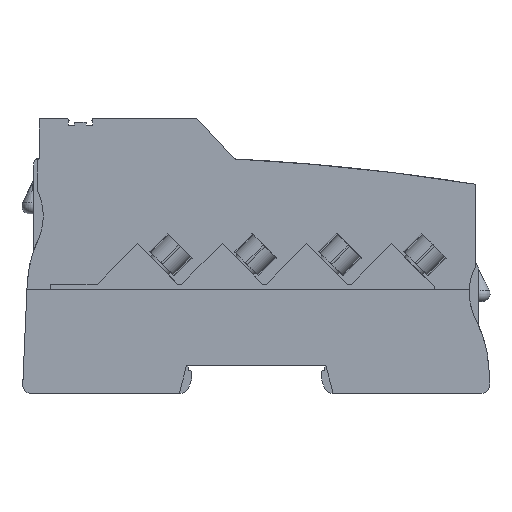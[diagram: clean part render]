
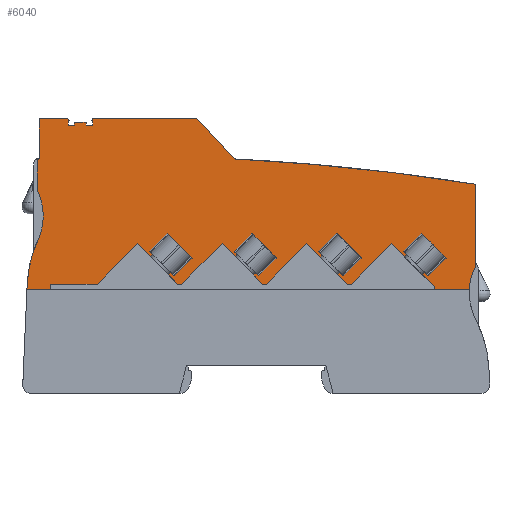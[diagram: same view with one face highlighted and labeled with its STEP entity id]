
A CAD part, left-side view. The second image highlights one B-rep face of the part: STEP entity #6040.
In plain terms, the highlighted face is planar.
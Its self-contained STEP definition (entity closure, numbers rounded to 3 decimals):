
#4000=CARTESIAN_POINT('',(108.2,57.02,-46.8));
#4010=DIRECTION('',(0.,0.,-1.));
#4020=DIRECTION('',(-1.,0.,0.));
#4030=AXIS2_PLACEMENT_3D('',#4000,#4010,#4020);
#4040=PLANE('',#4030);
#4050=CARTESIAN_POINT('',(129.953,0.037,
-46.8));
#4060=DIRECTION('',(-0.044,0.999,0.));
#4070=VECTOR('',#4060,1.);
#4080=LINE('',#4050,#4070);
#4090=CARTESIAN_POINT('',(128.184,40.556,
-46.8));
#4100=VERTEX_POINT('',#4090);
#4110=CARTESIAN_POINT('',(128.123,41.959,
-46.8));
#4120=VERTEX_POINT('',#4110);
#4130=EDGE_CURVE('',#4100,#4120,#4080,.T.);
#4140=ORIENTED_EDGE('',*,*,#4130,.F.);
#4150=CARTESIAN_POINT('',(98.152,40.651,
-46.8));
#4160=DIRECTION('',(0.,0.,1.));
#4170=DIRECTION('',(1.,0.,0.));
#4180=AXIS2_PLACEMENT_3D('',#4150,#4160,#4170);
#4190=CIRCLE('',#4180,30.);
#4200=CARTESIAN_POINT('',(125.376,53.254,
-46.8));
#4210=VERTEX_POINT('',#4200);
#4220=EDGE_CURVE('',#4120,#4210,#4190,.T.);
#4230=ORIENTED_EDGE('',*,*,#4220,.F.);
#4240=CARTESIAN_POINT('',(138.988,59.556,
-46.8));
#4250=DIRECTION('',(0.,0.,1.));
#4260=DIRECTION('',(1.,0.,0.));
#4270=AXIS2_PLACEMENT_3D('',#4240,#4250,#4260);
#4280=CIRCLE('',#4270,15.);
#4290=CARTESIAN_POINT('',(125.591,66.305,
-46.8));
#4300=VERTEX_POINT('',#4290);
#4310=EDGE_CURVE('',#4300,#4210,#4280,.T.);
#4320=ORIENTED_EDGE('',*,*,#4310,.T.);
#4330=CARTESIAN_POINT('',(125.591,0.037,
-46.8));
#4340=DIRECTION('',(0.,1.,0.));
#4350=VECTOR('',#4340,1.);
#4360=LINE('',#4330,#4350);
#4370=CARTESIAN_POINT('',(125.591,73.469,
-46.8));
#4380=VERTEX_POINT('',#4370);
#4390=EDGE_CURVE('',#4300,#4380,#4360,.T.);
#4400=ORIENTED_EDGE('',*,*,#4390,.F.);
#4410=CARTESIAN_POINT('',(124.704,73.469,
-46.8));
#4420=DIRECTION('',(0.,0.,1.));
#4430=DIRECTION('',(1.,0.,0.));
#4440=AXIS2_PLACEMENT_3D('',#4410,#4420,#4430);
#4450=CIRCLE('',#4440,0.888);
#4460=CARTESIAN_POINT('',(125.076,74.274,
-46.8));
#4470=VERTEX_POINT('',#4460);
#4480=EDGE_CURVE('',#4380,#4470,#4450,.T.);
#4490=ORIENTED_EDGE('',*,*,#4480,.F.);
#4500=CARTESIAN_POINT('',(125.076,0.037,
-46.8));
#4510=DIRECTION('',(0.,1.,0.));
#4520=VECTOR('',#4510,1.);
#4530=LINE('',#4500,#4520);
#4540=CARTESIAN_POINT('',(125.076,84.456,
-46.8));
#4550=VERTEX_POINT('',#4540);
#4560=EDGE_CURVE('',#4470,#4550,#4530,.T.);
#4570=ORIENTED_EDGE('',*,*,#4560,.F.);
#4580=CARTESIAN_POINT('',(-0.006,84.456,
-46.8));
#4590=DIRECTION('',(-1.,0.,0.));
#4600=VECTOR('',#4590,1.);
#4610=LINE('',#4580,#4600);
#4620=CARTESIAN_POINT('',(117.672,84.456,
-46.8));
#4630=VERTEX_POINT('',#4620);
#4640=EDGE_CURVE('',#4550,#4630,#4610,.T.);
#4650=ORIENTED_EDGE('',*,*,#4640,.F.);
#4660=CARTESIAN_POINT('',(92.153,40.255,-46.8));
#4670=DIRECTION('',(-0.5,-0.866,0.));
#4680=VECTOR('',#4670,1.);
#4690=LINE('',#4660,#4680);
#4700=CARTESIAN_POINT('',(117.366,83.926,
-46.8));
#4710=VERTEX_POINT('',#4700);
#4720=EDGE_CURVE('',#4630,#4710,#4690,.T.);
#4730=ORIENTED_EDGE('',*,*,#4720,.F.);
#4740=CARTESIAN_POINT('',(123.919,83.926,-46.8));
#4750=DIRECTION('',(1.,0.,0.));
#4760=VECTOR('',#4750,1.);
#4770=LINE('',#4740,#4760);
#4780=CARTESIAN_POINT('',(117.639,83.926,
-46.8));
#4790=VERTEX_POINT('',#4780);
#4800=EDGE_CURVE('',#4710,#4790,#4770,.T.);
#4810=ORIENTED_EDGE('',*,*,#4800,.F.);
#4820=CARTESIAN_POINT('',(117.639,40.255,-46.8));
#4830=DIRECTION('',(0.,-1.,0.));
#4840=VECTOR('',#4830,1.);
#4850=LINE('',#4820,#4840);
#4860=CARTESIAN_POINT('',(117.639,82.856,
-46.8));
#4870=VERTEX_POINT('',#4860);
#4880=EDGE_CURVE('',#4790,#4870,#4850,.T.);
#4890=ORIENTED_EDGE('',*,*,#4880,.F.);
#4900=CARTESIAN_POINT('',(123.919,82.856,-46.8));
#4910=DIRECTION('',(1.,0.,0.));
#4920=VECTOR('',#4910,1.);
#4930=LINE('',#4900,#4920);
#4940=CARTESIAN_POINT('',(116.042,82.856,
-46.8));
#4950=VERTEX_POINT('',#4940);
#4960=EDGE_CURVE('',#4950,#4870,#4930,.T.);
#4970=ORIENTED_EDGE('',*,*,#4960,.T.);
#4980=CARTESIAN_POINT('',(119.769,40.255,-46.8));
#4990=DIRECTION('',(-0.087,0.996,0.));
#5000=VECTOR('',#4990,1.);
#5010=LINE('',#4980,#5000);
#5020=CARTESIAN_POINT('',(115.976,83.606,
-46.8));
#5030=VERTEX_POINT('',#5020);
#5040=EDGE_CURVE('',#4950,#5030,#5010,.T.);
#5050=ORIENTED_EDGE('',*,*,#5040,.F.);
#5060=CARTESIAN_POINT('',(123.919,83.606,-46.8));
#5070=DIRECTION('',(-1.,0.,0.));
#5080=VECTOR('',#5070,1.);
#5090=LINE('',#5060,#5080);
#5100=CARTESIAN_POINT('',(112.976,83.606,
-46.8));
#5110=VERTEX_POINT('',#5100);
#5120=EDGE_CURVE('',#5030,#5110,#5090,.T.);
#5130=ORIENTED_EDGE('',*,*,#5120,.F.);
#5140=CARTESIAN_POINT('',(109.184,40.255,-46.8));
#5150=DIRECTION('',(-0.087,-0.996,0.));
#5160=VECTOR('',#5150,1.);
#5170=LINE('',#5140,#5160);
#5180=CARTESIAN_POINT('',(112.911,82.856,
-46.8));
#5190=VERTEX_POINT('',#5180);
#5200=EDGE_CURVE('',#5110,#5190,#5170,.T.);
#5210=ORIENTED_EDGE('',*,*,#5200,.F.);
#5220=CARTESIAN_POINT('',(123.919,82.856,-46.8));
#5230=DIRECTION('',(1.,0.,0.));
#5240=VECTOR('',#5230,1.);
#5250=LINE('',#5220,#5240);
#5260=CARTESIAN_POINT('',(111.314,82.856,
-46.8));
#5270=VERTEX_POINT('',#5260);
#5280=EDGE_CURVE('',#5270,#5190,#5250,.T.);
#5290=ORIENTED_EDGE('',*,*,#5280,.T.);
#5300=CARTESIAN_POINT('',(111.314,40.255,-46.8));
#5310=DIRECTION('',(0.,1.,0.));
#5320=VECTOR('',#5310,1.);
#5330=LINE('',#5300,#5320);
#5340=CARTESIAN_POINT('',(111.314,83.926,
-46.8));
#5350=VERTEX_POINT('',#5340);
#5360=EDGE_CURVE('',#5270,#5350,#5330,.T.);
#5370=ORIENTED_EDGE('',*,*,#5360,.F.);
#5380=CARTESIAN_POINT('',(123.919,83.926,-46.8));
#5390=DIRECTION('',(1.,0.,0.));
#5400=VECTOR('',#5390,1.);
#5410=LINE('',#5380,#5400);
#5420=CARTESIAN_POINT('',(111.586,83.926,
-46.8));
#5430=VERTEX_POINT('',#5420);
#5440=EDGE_CURVE('',#5350,#5430,#5410,.T.);
#5450=ORIENTED_EDGE('',*,*,#5440,.F.);
#5460=CARTESIAN_POINT('',(136.8,40.255,-46.8));
#5470=DIRECTION('',(-0.5,0.866,0.));
#5480=VECTOR('',#5470,1.);
#5490=LINE('',#5460,#5480);
#5500=CARTESIAN_POINT('',(111.28,84.456,
-46.8));
#5510=VERTEX_POINT('',#5500);
#5520=EDGE_CURVE('',#5430,#5510,#5490,.T.);
#5530=ORIENTED_EDGE('',*,*,#5520,.F.);
#5540=CARTESIAN_POINT('',(-0.006,84.456,
-46.8));
#5550=DIRECTION('',(-1.,0.,0.));
#5560=VECTOR('',#5550,1.);
#5570=LINE('',#5540,#5560);
#5580=CARTESIAN_POINT('',(84.576,84.456,
-46.8));
#5590=VERTEX_POINT('',#5580);
#5600=EDGE_CURVE('',#5510,#5590,#5570,.T.);
#5610=ORIENTED_EDGE('',*,*,#5600,.F.);
#5620=CARTESIAN_POINT('',(5.854,0.037,
-46.8));
#5630=DIRECTION('',(-0.682,-0.731,0.));
#5640=VECTOR('',#5630,1.);
#5650=LINE('',#5620,#5640);
#5660=CARTESIAN_POINT('',(74.979,74.165,
-46.8));
#5670=VERTEX_POINT('',#5660);
#5680=EDGE_CURVE('',#5590,#5670,#5650,.T.);
#5690=ORIENTED_EDGE('',*,*,#5680,.F.);
#5700=CARTESIAN_POINT('',(104.084,-500.098,
-46.8));
#5710=DIRECTION('',(0.,0.,1.));
#5720=DIRECTION('',(1.,0.,0.));
#5730=AXIS2_PLACEMENT_3D('',#5700,#5710,#5720);
#5740=CIRCLE('',#5730,575.);
#5750=CARTESIAN_POINT('',(13.183,67.671,
-46.8));
#5760=VERTEX_POINT('',#5750);
#5770=EDGE_CURVE('',#5670,#5760,#5740,.T.);
#5780=ORIENTED_EDGE('',*,*,#5770,.F.);
#5790=CARTESIAN_POINT('',(13.183,0.037,
-46.8));
#5800=DIRECTION('',(0.,-1.,0.));
#5810=VECTOR('',#5800,1.);
#5820=LINE('',#5790,#5810);
#5830=CARTESIAN_POINT('',(13.183,46.427,
-46.8));
#5840=VERTEX_POINT('',#5830);
#5850=EDGE_CURVE('',#5760,#5840,#5820,.T.);
#5860=ORIENTED_EDGE('',*,*,#5850,.F.);
#5870=CARTESIAN_POINT('',(-0.301,39.856,
-46.8));
#5880=DIRECTION('',(0.,0.,1.));
#5890=DIRECTION('',(1.,0.,0.));
#5900=AXIS2_PLACEMENT_3D('',#5870,#5880,#5890);
#5910=CIRCLE('',#5900,15.);
#5920=CARTESIAN_POINT('',(14.683,40.556,
-46.8));
#5930=VERTEX_POINT('',#5920);
#5940=EDGE_CURVE('',#5930,#5840,#5910,.T.);
#5950=ORIENTED_EDGE('',*,*,#5940,.T.);
#5960=CARTESIAN_POINT('',(-0.006,40.556,
-46.8));
#5970=DIRECTION('',(-1.,0.,0.));
#5980=VECTOR('',#5970,1.);
#5990=LINE('',#5960,#5980);
#6000=EDGE_CURVE('',#4100,#5930,#5990,.T.);
#6010=ORIENTED_EDGE('',*,*,#6000,.T.);
#6020=EDGE_LOOP('',(#6010,#5950,#5860,#5780,#5690,#5610,#5530,#5450,
#5370,#5290,#5210,#5130,#5050,#4970,#4890,#4810,#4730,#4650,#4570,#4490,
#4400,#4320,#4230,#4140));
#6030=FACE_OUTER_BOUND('',#6020,.T.);
#6040=ADVANCED_FACE('',(#6030),#4040,.T.);
